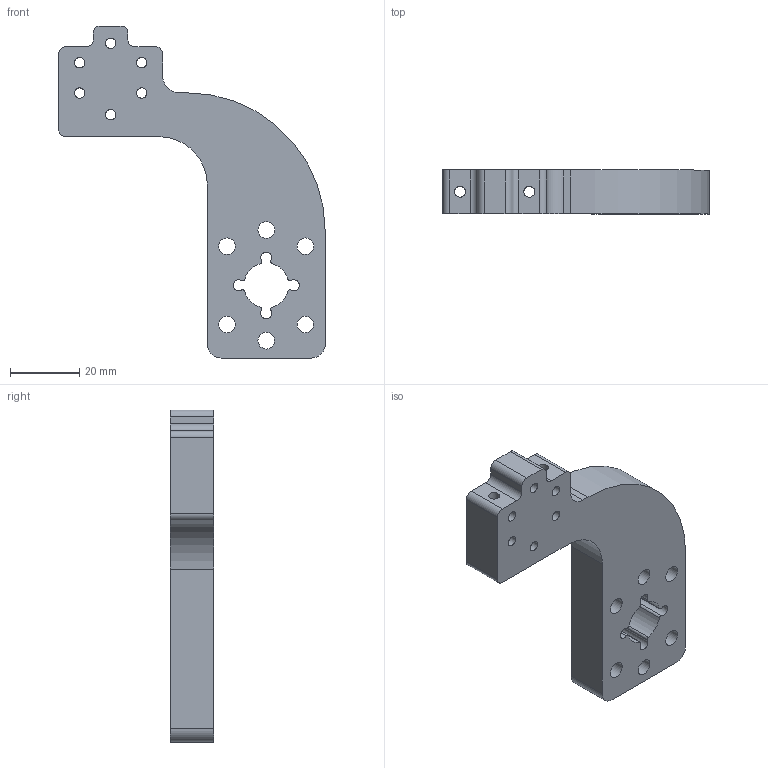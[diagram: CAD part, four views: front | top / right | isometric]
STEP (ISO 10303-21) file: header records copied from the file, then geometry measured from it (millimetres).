
FILE_DESCRIPTION(/* description */ (''),/* implementation_level */ '2;1');
FILE_NAME(/* name */ 'Z_No_Magneham_Alu_3.stp',/* time_stamp */ '2021-04-08T12:13:12-07:00',/* author */ (''),/* organization */ (''),/* preprocessor_version */ 'ST-DEVELOPER v18.1',/* originating_system */ 'Autodesk Translation Framework v9.10.0.1330',/* authorisation */ '');
FILE_SCHEMA (('AUTOMOTIVE_DESIGN { 1 0 10303 214 3 1 1 }'));
Length unit declared in the file: millimetre
Products named in the file (1): STP:Z/Z_No_Magneham_Alu_3
Bounding box: 77.05 x 12.7 x 96 mm (x, y, z)
Volume: 37697.5 mm3; surface area: 12977.1 mm2
Topology: 1 solids, 1 shells, 56 faces, 179 edges, 121 vertices
Faces by surface type: cylinder 42, plane 14
Full cylindrical faces by diameter (mm): 3 x6, 3.2 x2, 4.8 x6
Entity records: 2356 total; most frequent: CARTESIAN_POINT 603, DIRECTION 364, ORIENTED_EDGE 358, EDGE_CURVE 179, AXIS2_PLACEMENT_3D 141, VERTEX_POINT 121, EDGE_LOOP 90, CIRCLE 84
